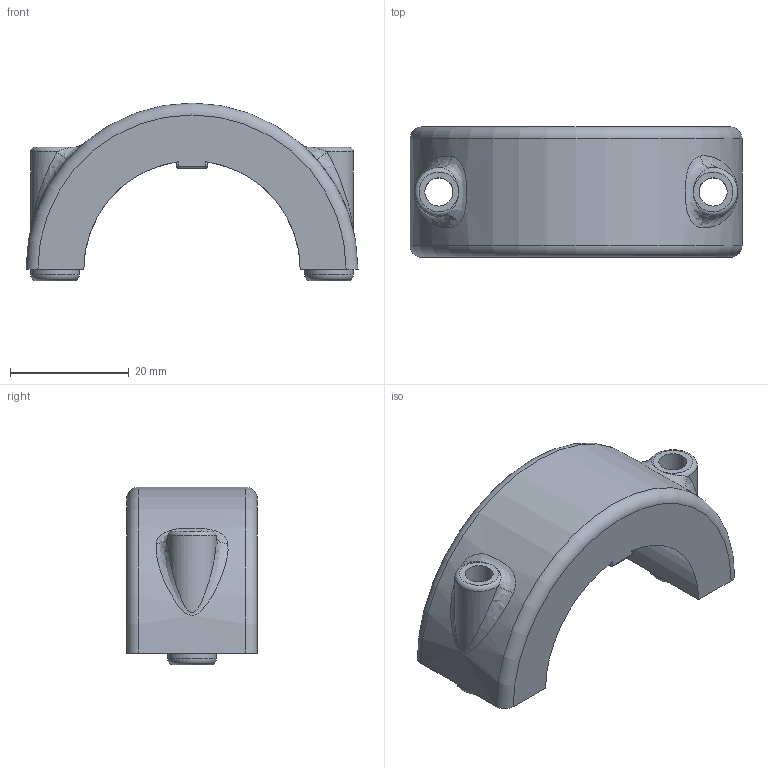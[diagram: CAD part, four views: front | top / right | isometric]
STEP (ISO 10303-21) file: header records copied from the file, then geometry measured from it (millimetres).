
FILE_DESCRIPTION(/* description */ (''),/* implementation_level */ '2;1');
FILE_NAME(/* name */ 'Bondtech_QR_Bottom.step',/* time_stamp */ '2016-04-08T12:31:01-07:00',/* author */ (''),/* organization */ (''),/* preprocessor_version */ 'ST-DEVELOPER v16.2',/* originating_system */ 'Autodesk Translation Framework v4.3.0.3010',/* authorisation */ '');
FILE_SCHEMA (('AUTOMOTIVE_DESIGN { 1 0 10303 214 3 1 1 }'));
Length unit declared in the file: centimetre
Products named in the file (1): Bondtech QR v14_Bondtech QR Bottom v1
Bounding box: 56 x 22 x 30 mm (x, y, z)
Volume: 15423.3 mm3; surface area: 5733 mm2
Topology: 1 solids, 1 shells, 42 faces, 90 edges, 54 vertices
Faces by surface type: cylinder 16, plane 12, torus 6, bspline 4, sphere 4
Full cylindrical faces by diameter (mm): 4.755 x2, 8.179 x2
Entity records: 1576 total; most frequent: CARTESIAN_POINT 667, DIRECTION 188, ORIENTED_EDGE 168, EDGE_CURVE 84, AXIS2_PLACEMENT_3D 81, EDGE_LOOP 56, VERTEX_POINT 54, FACE_OUTER_BOUND 42
